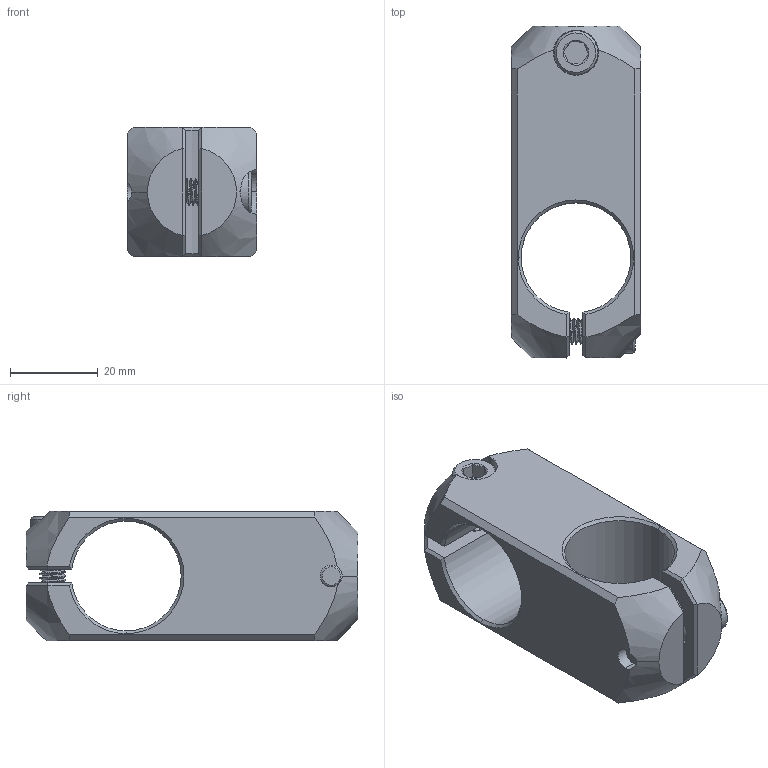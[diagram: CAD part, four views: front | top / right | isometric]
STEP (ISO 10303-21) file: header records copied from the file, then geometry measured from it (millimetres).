
FILE_DESCRIPTION (( 'STEP AP214' ), '1' );
FILE_NAME ('MINT032-K-110.ipt.STEP', '2025-02-26T10:19:04', ( '' ), ( '' ), 'SwSTEP 2.0', 'SolidWorks 2025', '' );
FILE_SCHEMA (( 'AUTOMOTIVE_DESIGN' ));
Length unit declared in the file: millimetre
Products named in the file (1): MINT032-K-110.ipt
Bounding box: 29.46 x 75.72 x 29.46 mm (x, y, z)
Volume: 30057.5 mm3; surface area: 15248.3 mm2
Topology: 3 solids, 3 shells, 550 faces, 1501 edges, 986 vertices
Faces by surface type: plane 200, cylinder 184, bspline 123, cone 43
Entity records: 35744 total; most frequent: CARTESIAN_POINT 23519, ORIENTED_EDGE 3002, DIRECTION 1825, EDGE_CURVE 1501, VERTEX_POINT 986, LINE 749, VECTOR 749, EDGE_LOOP 587
